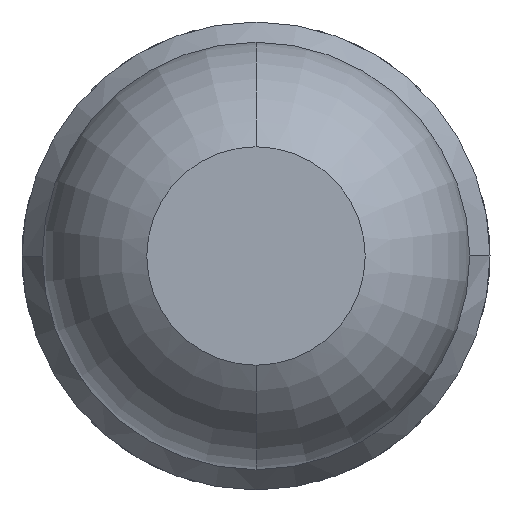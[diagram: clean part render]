
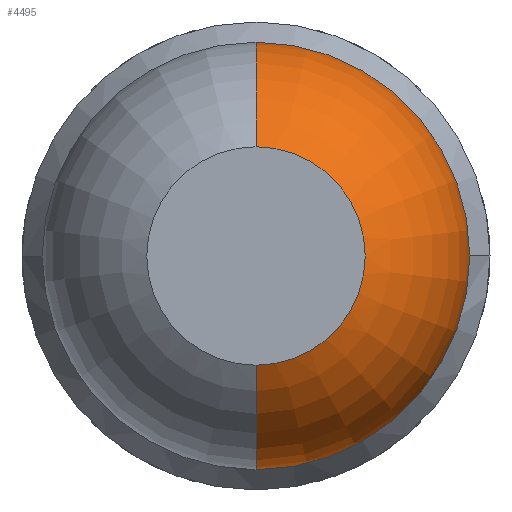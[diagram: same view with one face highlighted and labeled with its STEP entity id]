
A CAD part, front view. The second image highlights one B-rep face of the part: STEP entity #4495.
In plain terms, the highlighted toroidal (fillet/blend) face has major radius 0.035 mm and minor radius 0.65 mm.
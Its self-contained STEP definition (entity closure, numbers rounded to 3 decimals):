
#119 = DIRECTION ( 'NONE',  ( 0., 0., -1. ) ) ;
#120 = FACE_OUTER_BOUND ( 'NONE', #231, .T. ) ;
#231 = EDGE_LOOP ( 'NONE', ( #1049, #4300, #4027, #1630 ) ) ;
#319 = EDGE_CURVE ( 'NONE', #1388, #2515, #4336, .T. ) ;
#428 = CARTESIAN_POINT ( 'NONE',  ( 0., -24.431, -0.685 ) ) ;
#687 = DIRECTION ( 'NONE',  ( 0., -1., 0. ) ) ;
#691 = DIRECTION ( 'NONE',  ( 0., -1., 0. ) ) ;
#842 = CARTESIAN_POINT ( 'NONE',  ( 0., -24.431, 0.035 ) ) ;
#863 = AXIS2_PLACEMENT_3D ( 'NONE', #842, #2322, #119 ) ;
#894 = AXIS2_PLACEMENT_3D ( 'NONE', #1798, #687, #2553 ) ;
#1049 = ORIENTED_EDGE ( 'NONE', *, *, #2398, .T. ) ;
#1072 = AXIS2_PLACEMENT_3D ( 'NONE', #3938, #2846, #4718 ) ;
#1097 = CIRCLE ( 'NONE', #3227, 0.685 ) ;
#1370 = EDGE_CURVE ( 'NONE', #4687, #3191, #4417, .T. ) ;
#1388 = VERTEX_POINT ( 'NONE', #1389 ) ;
#1389 = CARTESIAN_POINT ( 'NONE',  ( 0., -24.431, 0.685 ) ) ;
#1630 = ORIENTED_EDGE ( 'NONE', *, *, #1370, .F. ) ;
#1657 = CARTESIAN_POINT ( 'NONE',  ( 0., -25., 0.35 ) ) ;
#1686 = CARTESIAN_POINT ( 'NONE',  ( 0., -25., -0.35 ) ) ;
#1729 = EDGE_CURVE ( 'Defeature ausgef�hrt1_29+Defeature ausgef�hrt1_4+Defeature ausgef�hrt1_4+Defeature ausgef�hrt1_4', #3191, #2515, #3424, .T. ) ;
#1798 = CARTESIAN_POINT ( 'NONE',  ( 0., -25., 0. ) ) ;
#2215 = DIRECTION ( 'NONE',  ( 0., 0., -1. ) ) ;
#2322 = DIRECTION ( 'NONE',  ( 1., 0., 0. ) ) ;
#2398 = EDGE_CURVE ( 'Defeature ausgef�hrt1_4+Defeature ausgef�hrt1_5+Defeature ausgef�hrt1_5+Defeature ausgef�hrt1_5', #4687, #1388, #1097, .T. ) ;
#2515 = VERTEX_POINT ( 'NONE', #1657 ) ;
#2553 = DIRECTION ( 'NONE',  ( 0., 0., -1. ) ) ;
#2587 = DIRECTION ( 'NONE',  ( 0., -1., 0. ) ) ;
#2846 = DIRECTION ( 'NONE',  ( -1., 0., 0. ) ) ;
#2937 = CARTESIAN_POINT ( 'NONE',  ( 0., -24.431, 0. ) ) ;
#3191 = VERTEX_POINT ( 'NONE', #1686 ) ;
#3227 = AXIS2_PLACEMENT_3D ( 'NONE', #3339, #2587, #4456 ) ;
#3339 = CARTESIAN_POINT ( 'NONE',  ( 0., -24.431, 0. ) ) ;
#3424 = CIRCLE ( 'NONE', #894, 0.35 ) ;
#3660 = AXIS2_PLACEMENT_3D ( 'NONE', #2937, #691, #2215 ) ;
#3938 = CARTESIAN_POINT ( 'NONE',  ( 0., -24.431, -0.035 ) ) ;
#4027 = ORIENTED_EDGE ( 'NONE', *, *, #1729, .F. ) ;
#4152 = TOROIDAL_SURFACE ( 'NONE', #3660, 0.035, 0.65 ) ;
#4300 = ORIENTED_EDGE ( 'NONE', *, *, #319, .T. ) ;
#4336 = CIRCLE ( 'NONE', #863, 0.65 ) ;
#4417 = CIRCLE ( 'NONE', #1072, 0.65 ) ;
#4456 = DIRECTION ( 'NONE',  ( 0., 0., -1. ) ) ;
#4495 = ADVANCED_FACE ( 'Defeature ausgef�hrt1_4', ( #120 ), #4152, .T. ) ;
#4687 = VERTEX_POINT ( 'NONE', #428 ) ;
#4718 = DIRECTION ( 'NONE',  ( 0., 0., 1. ) ) ;
